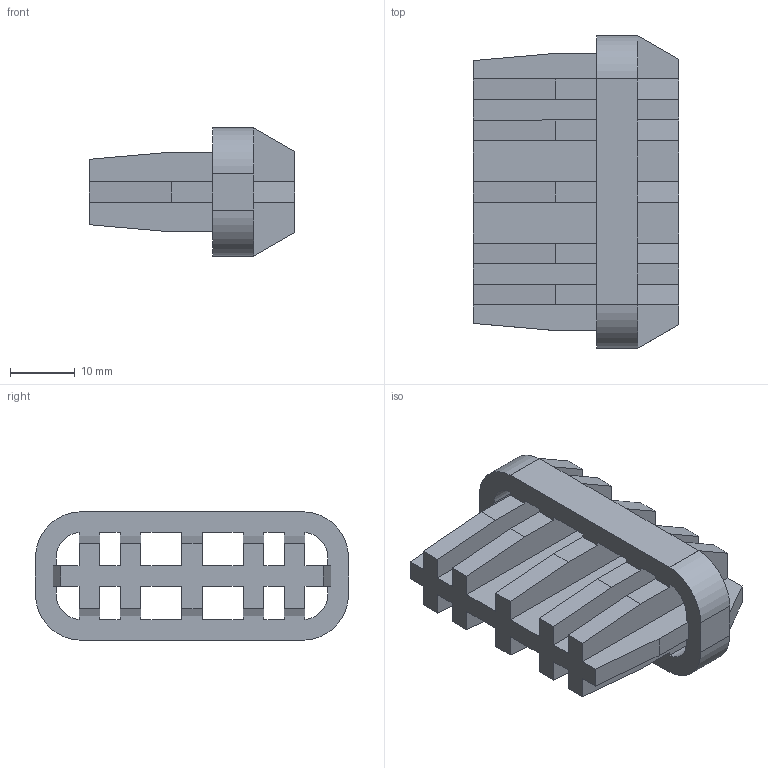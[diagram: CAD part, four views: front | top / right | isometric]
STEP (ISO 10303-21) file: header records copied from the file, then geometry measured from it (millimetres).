
FILE_DESCRIPTION(('', 'CAx-IF Rec.Pracs.---Representation and Presentation of Product Manufacturing Information (PMI)---4.0---2014-10-13'),'2;1');
FILE_NAME('SGN1853.STP', '2021-05-14T17:59:40',(''), (''), 'Kubotek Kosmos Version 3.0.7268.7268', 'KeyCreator Pro', '');
FILE_SCHEMA(('AP242_MANAGED_MODEL_BASED_3D_ENGINEERING_MIM_LF { 1 0 10303 442 1 1 4 }'));
Length unit declared in the file: inch
Bounding box: 31.75 x 48.41 x 19.86 mm (x, y, z)
Volume: 11573 mm3; surface area: 8136.6 mm2
Topology: 1 solids, 1 shells, 107 faces, 364 edges, 236 vertices
Faces by surface type: plane 99, cylinder 8
Entity records: 4678 total; most frequent: ORIENTED_EDGE 728, CARTESIAN_POINT 684, DIRECTION 572, EDGE_CURVE 364, VECTOR 324, LINE 324, VERTEX_POINT 236, AXIS2_PLACEMENT_3D 124
